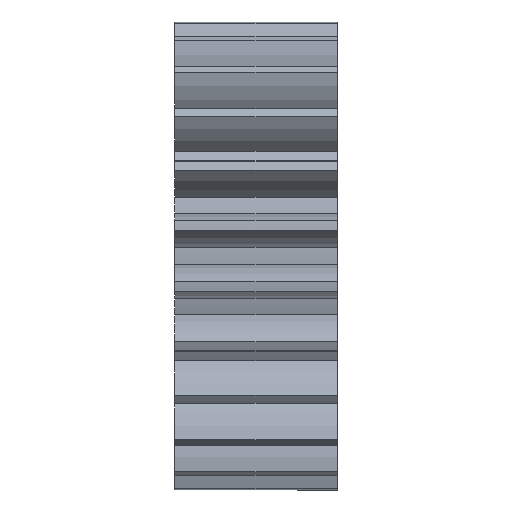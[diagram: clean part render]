
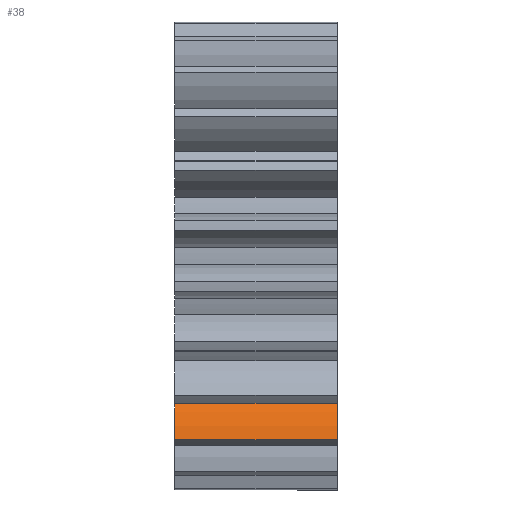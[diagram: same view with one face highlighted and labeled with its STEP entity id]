
A CAD part, front view. The second image highlights one B-rep face of the part: STEP entity #38.
In plain terms, the highlighted cylindrical face has radius 5.08 mm (diameter 10.16 mm), a partial arc.
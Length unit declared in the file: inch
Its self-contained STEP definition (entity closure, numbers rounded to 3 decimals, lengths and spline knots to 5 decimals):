
#24 = AXIS2_PLACEMENT_3D ( 'NONE', #1783, #2039, #2005 ) ;
#38 = ADVANCED_FACE ( 'NONE', ( #655 ), #2316, .T. ) ;
#140 = CARTESIAN_POINT ( 'NONE',  ( 0.375, -0.30209, -0.33082 ) ) ;
#232 = LINE ( 'NONE', #1734, #3492 ) ;
#330 = EDGE_CURVE ( 'NONE', #1759, #978, #802, .T. ) ;
#495 = VERTEX_POINT ( 'NONE', #921 ) ;
#655 = FACE_OUTER_BOUND ( 'NONE', #1472, .T. ) ;
#786 = CARTESIAN_POINT ( 'NONE',  ( 0.375, -0.30209, -0.33082 ) ) ;
#790 = ORIENTED_EDGE ( 'NONE', *, *, #2195, .T. ) ;
#799 = ORIENTED_EDGE ( 'NONE', *, *, #330, .T. ) ;
#802 = CIRCLE ( 'NONE', #1276, 0.2 ) ;
#872 = DIRECTION ( 'NONE',  ( 0., -0.707, 0.707 ) ) ;
#921 = CARTESIAN_POINT ( 'NONE',  ( 0.375, -0.33866, -0.42275 ) ) ;
#941 = AXIS2_PLACEMENT_3D ( 'NONE', #3480, #2272, #872 ) ;
#978 = VERTEX_POINT ( 'NONE', #989 ) ;
#989 = CARTESIAN_POINT ( 'NONE',  ( 0., -0.33866, -0.42275 ) ) ;
#1166 = ORIENTED_EDGE ( 'NONE', *, *, #2350, .T. ) ;
#1276 = AXIS2_PLACEMENT_3D ( 'NONE', #3049, #1359, #3157 ) ;
#1359 = DIRECTION ( 'NONE',  ( 1., 0., 0. ) ) ;
#1399 = EDGE_CURVE ( 'NONE', #3265, #1759, #2975, .T. ) ;
#1413 = VECTOR ( 'NONE', #1612, 39.37008 ) ;
#1472 = EDGE_LOOP ( 'NONE', ( #1166, #790, #2034, #799 ) ) ;
#1612 = DIRECTION ( 'NONE',  ( -1., 0., 0. ) ) ;
#1734 = CARTESIAN_POINT ( 'NONE',  ( 0.1875, -0.33866, -0.42275 ) ) ;
#1759 = VERTEX_POINT ( 'NONE', #2988 ) ;
#1783 = CARTESIAN_POINT ( 'NONE',  ( 0.375, -0.14031, -0.44841 ) ) ;
#2005 = DIRECTION ( 'NONE',  ( 0., 0., 1. ) ) ;
#2034 = ORIENTED_EDGE ( 'NONE', *, *, #1399, .T. ) ;
#2039 = DIRECTION ( 'NONE',  ( -1., 0., 0. ) ) ;
#2195 = EDGE_CURVE ( 'NONE', #495, #3265, #3124, .T. ) ;
#2272 = DIRECTION ( 'NONE',  ( -1., 0., 0. ) ) ;
#2300 = DIRECTION ( 'NONE',  ( 1., 0., 0. ) ) ;
#2316 = CYLINDRICAL_SURFACE ( 'NONE', #24, 0.2 ) ;
#2350 = EDGE_CURVE ( 'NONE', #978, #495, #232, .T. ) ;
#2975 = LINE ( 'NONE', #786, #1413 ) ;
#2988 = CARTESIAN_POINT ( 'NONE',  ( 0., -0.30209, -0.33082 ) ) ;
#3049 = CARTESIAN_POINT ( 'NONE',  ( 0., -0.14031, -0.44841 ) ) ;
#3124 = CIRCLE ( 'NONE', #941, 0.2 ) ;
#3157 = DIRECTION ( 'NONE',  ( 0., 0., -1. ) ) ;
#3265 = VERTEX_POINT ( 'NONE', #140 ) ;
#3480 = CARTESIAN_POINT ( 'NONE',  ( 0.375, -0.14031, -0.44841 ) ) ;
#3492 = VECTOR ( 'NONE', #2300, 39.37008 ) ;
